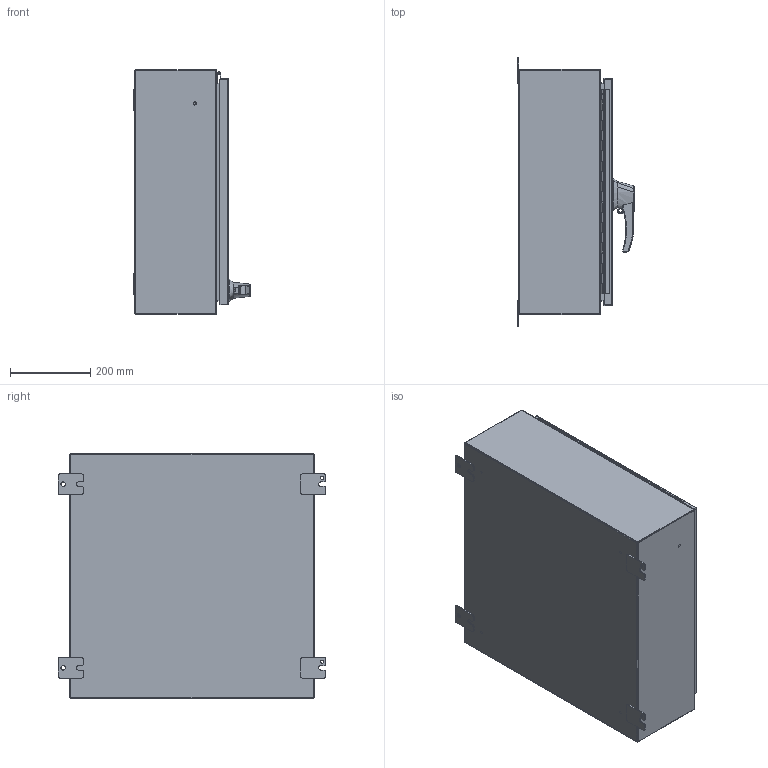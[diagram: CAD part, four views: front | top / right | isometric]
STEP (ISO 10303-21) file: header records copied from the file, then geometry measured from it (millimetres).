
FILE_DESCRIPTION (( 'STEP AP214' ), '1' );
FILE_NAME ('HW24248SSHK.STEP', '2019-08-22T11:32:23', ( '' ), ( '' ), 'SwSTEP 2.0', 'SolidWorks 2018', '' );
FILE_SCHEMA (( 'AUTOMOTIVE_DESIGN' ));
Length unit declared in the file: inch
Products named in the file (1): HW24248SSHK
Bounding box: 290.83 x 666.75 x 609.6 mm (x, y, z)
Volume: 3055749.6 mm3; surface area: 3084315.7 mm2
Topology: 42 solids, 43 shells, 1423 faces, 3584 edges, 2275 vertices
Faces by surface type: plane 699, cylinder 569, bspline 111, cone 44
Entity records: 100722 total; most frequent: CARTESIAN_POINT 48219, ORIENTED_EDGE 7152, DIRECTION 6605, EDGE_CURVE 3576, VERTEX_POINT 2275, AXIS2_PLACEMENT_3D 2268, VECTOR 2069, LINE 2069
